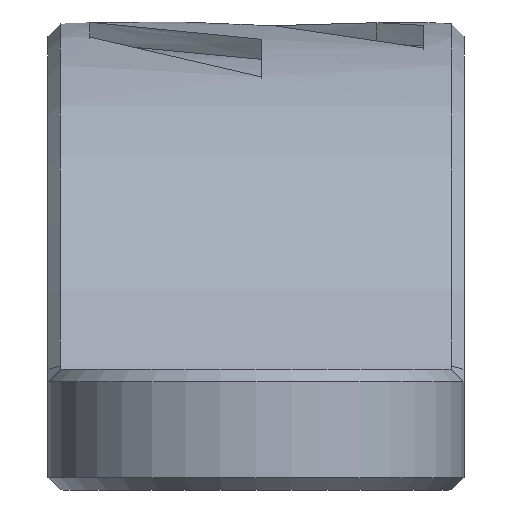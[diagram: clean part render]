
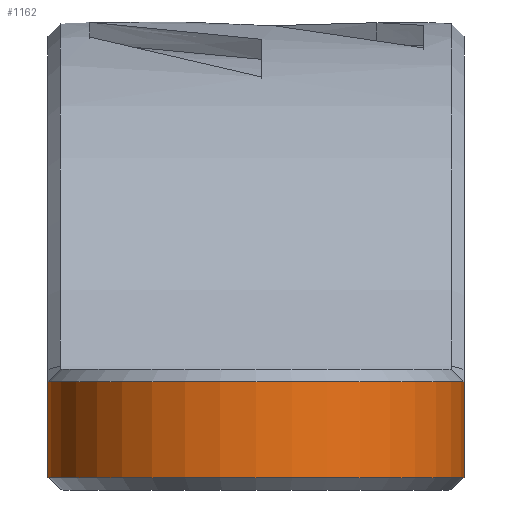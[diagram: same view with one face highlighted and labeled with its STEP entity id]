
A CAD part, left-side view. The second image highlights one B-rep face of the part: STEP entity #1162.
In plain terms, the highlighted cylindrical face has radius 5 mm (diameter 10 mm), a partial arc.
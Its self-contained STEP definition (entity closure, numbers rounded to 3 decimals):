
#135=CYLINDRICAL_SURFACE('',#1261,5.);
#184=FACE_OUTER_BOUND('',#259,.T.);
#259=EDGE_LOOP('',(#961,#962,#963,#964));
#354=LINE('',#2028,#437);
#355=LINE('',#2030,#438);
#437=VECTOR('',#1468,10.);
#438=VECTOR('',#1471,10.);
#466=CIRCLE('',#1222,5.);
#477=CIRCLE('',#1252,5.);
#516=VERTEX_POINT('',#1626);
#520=VERTEX_POINT('',#1635);
#561=VERTEX_POINT('',#1900);
#562=VERTEX_POINT('',#1904);
#628=EDGE_CURVE('',#520,#516,#466,.T.);
#697=EDGE_CURVE('',#561,#562,#477,.T.);
#711=EDGE_CURVE('',#520,#562,#354,.T.);
#712=EDGE_CURVE('',#516,#561,#355,.T.);
#961=ORIENTED_EDGE('',*,*,#628,.F.);
#962=ORIENTED_EDGE('',*,*,#711,.T.);
#963=ORIENTED_EDGE('',*,*,#697,.F.);
#964=ORIENTED_EDGE('',*,*,#712,.F.);
#1162=ADVANCED_FACE('',(#184),#135,.T.);
#1222=AXIS2_PLACEMENT_3D('',#1637,#1347,#1348);
#1252=AXIS2_PLACEMENT_3D('',#1906,#1445,#1446);
#1261=AXIS2_PLACEMENT_3D('',#2029,#1469,#1470);
#1347=DIRECTION('center_axis',(0.,0.,-1.));
#1348=DIRECTION('ref_axis',(-1.,0.,0.));
#1445=DIRECTION('center_axis',(0.,0.,1.));
#1446=DIRECTION('ref_axis',(-1.,0.,0.));
#1468=DIRECTION('',(0.,0.,1.));
#1469=DIRECTION('center_axis',(0.,0.,1.));
#1470=DIRECTION('ref_axis',(-1.,0.,0.));
#1471=DIRECTION('',(0.,0.,1.));
#1626=CARTESIAN_POINT('',(-14.242,10.,0.4));
#1635=CARTESIAN_POINT('',(-14.242,0.,0.4));
#1637=CARTESIAN_POINT('Origin',(-14.242,5.,0.4));
#1900=CARTESIAN_POINT('',(-14.242,10.,2.7));
#1904=CARTESIAN_POINT('',(-14.242,0.,2.7));
#1906=CARTESIAN_POINT('Origin',(-14.242,5.,2.7));
#2028=CARTESIAN_POINT('',(-14.242,0.,0.));
#2029=CARTESIAN_POINT('Origin',(-14.242,5.,0.));
#2030=CARTESIAN_POINT('',(-14.242,10.,0.));
